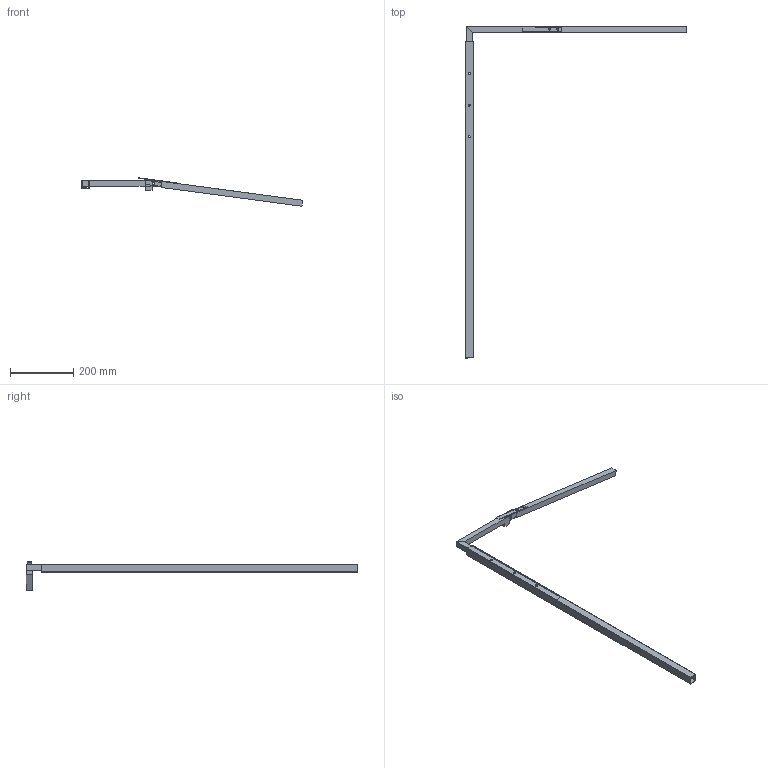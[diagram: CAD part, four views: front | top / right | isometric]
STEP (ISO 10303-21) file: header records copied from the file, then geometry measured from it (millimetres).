
FILE_DESCRIPTION (( 'STEP AP203' ), '1' );
FILE_NAME ('Assembly.STEP', '2022-05-17T13:05:53', ( '' ), ( '' ), 'SwSTEP 2.0', 'SolidWorks 2021', '' );
FILE_SCHEMA (( 'CONFIG_CONTROL_DESIGN' ));
Length unit declared in the file: inch
Products named in the file (6): Assembly; Tube-4; Blocker-5; Tube-1; Tube-2; Tube-3
Assembly tree (5 placements, depth 2):
  Assembly
    Tube-2
    Tube-3
    Tube-4
    Tube-1
    Blocker-5
Bounding box: 700.26 x 1050.21 x 89.98 mm (x, y, z)
Volume: 488109.1 mm3; surface area: 294968.9 mm2
Topology: 5 solids, 5 shells, 184 faces, 512 edges, 336 vertices
Faces by surface type: cylinder 122, plane 52, bspline 6, cone 4
Entity records: 12560 total; most frequent: CARTESIAN_POINT 7608, ORIENTED_EDGE 1016, DIRECTION 794, EDGE_CURVE 508, VERTEX_POINT 336, AXIS2_PLACEMENT_3D 272, VECTOR 250, LINE 250
